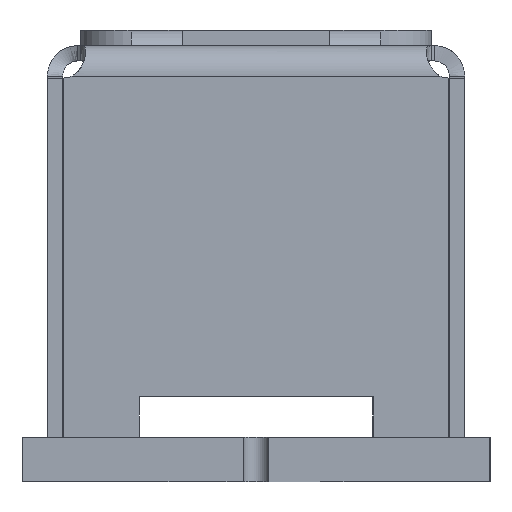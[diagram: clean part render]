
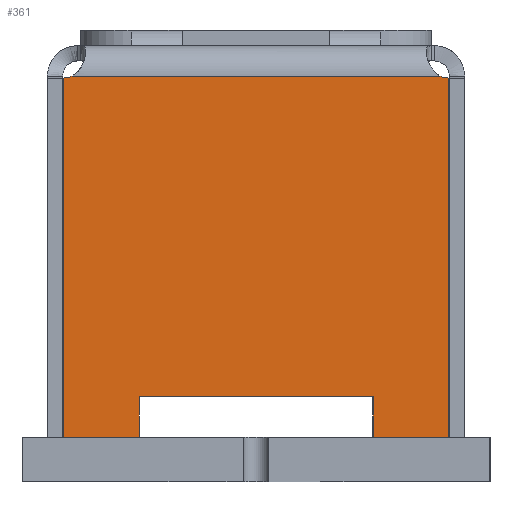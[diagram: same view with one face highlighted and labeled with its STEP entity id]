
A CAD part, left-side view. The second image highlights one B-rep face of the part: STEP entity #361.
In plain terms, the highlighted planar face has unit normal (-1, 0, 0).
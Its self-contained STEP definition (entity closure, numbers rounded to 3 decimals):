
#361=ADVANCED_FACE('',(#5996),#5998,.F.);
#5996=FACE_BOUND('',#5997,.T.);
#5997=EDGE_LOOP('',(#14019,#14020,#14021,#14022,#14023,#14024,#14025,#14026,#14027,
#14028));
#5998=PLANE('',#5999);
#5999=AXIS2_PLACEMENT_3D('',#6000,#6001,#6002);
#6000=CARTESIAN_POINT('',(0.5,4.6,7.7));
#6001=DIRECTION('',(1.,0.,0.));
#6002=DIRECTION('',(0.,0.,-1.));
#14019=ORIENTED_EDGE('',*,*,#17071,.T.);
#14020=ORIENTED_EDGE('',*,*,#17277,.F.);
#14021=ORIENTED_EDGE('',*,*,#17278,.F.);
#14022=ORIENTED_EDGE('',*,*,#17279,.F.);
#14023=ORIENTED_EDGE('',*,*,#17280,.T.);
#14024=ORIENTED_EDGE('',*,*,#17275,.F.);
#14025=ORIENTED_EDGE('',*,*,#17281,.T.);
#14026=ORIENTED_EDGE('',*,*,#17267,.F.);
#14027=ORIENTED_EDGE('',*,*,#17282,.F.);
#14028=ORIENTED_EDGE('',*,*,#17283,.T.);
#17071=EDGE_CURVE('',#18755,#18753,#18756,.T.);
#17267=EDGE_CURVE('',#19112,#19113,#19114,.T.);
#17275=EDGE_CURVE('',#19125,#19127,#19128,.T.);
#17277=EDGE_CURVE('',#19130,#18753,#19131,.T.);
#17278=EDGE_CURVE('',#19132,#19130,#19133,.T.);
#17279=EDGE_CURVE('',#19134,#19132,#19135,.T.);
#17280=EDGE_CURVE('',#19134,#19127,#19136,.T.);
#17281=EDGE_CURVE('',#19125,#19113,#19137,.T.);
#17282=EDGE_CURVE('',#19138,#19112,#19139,.T.);
#17283=EDGE_CURVE('',#19138,#18755,#19140,.T.);
#18753=VERTEX_POINT('',#21570);
#18755=VERTEX_POINT('',#21574);
#18756=LINE('',#21575,#21576);
#19112=VERTEX_POINT('',#22537);
#19113=VERTEX_POINT('',#22538);
#19114=LINE('',#22539,#22540);
#19125=VERTEX_POINT('',#22626);
#19127=VERTEX_POINT('',#22630);
#19128=LINE('',#22631,#22632);
#19130=VERTEX_POINT('',#22637);
#19131=LINE('',#22638,#22639);
#19132=VERTEX_POINT('',#22641);
#19133=LINE('',#22642,#22643);
#19134=VERTEX_POINT('',#22645);
#19135=LINE('',#22646,#22647);
#19136=LINE('',#22649,#22650);
#19137=CIRCLE('',#22652,0.45);
#19138=VERTEX_POINT('',#22656);
#19139=CIRCLE('',#22657,0.45);
#19140=LINE('',#22661,#22662);
#21570=CARTESIAN_POINT('',(0.5,6.9,0.));
#21574=CARTESIAN_POINT('',(0.5,8.393,0.));
#21575=CARTESIAN_POINT('',(0.5,8.393,0.));
#21576=VECTOR('',#21577,1.);
#21577=DIRECTION('',(0.,-1.,0.));
#22537=CARTESIAN_POINT('',(0.5,8.216,7.1));
#22538=CARTESIAN_POINT('',(0.5,0.984,7.1));
#22539=CARTESIAN_POINT('',(0.5,8.216,7.1));
#22540=VECTOR('',#22541,1.);
#22541=DIRECTION('',(0.,-1.,0.));
#22626=CARTESIAN_POINT('',(0.5,0.807,7.064));
#22630=CARTESIAN_POINT('',(0.5,0.807,0.));
#22631=CARTESIAN_POINT('',(0.5,0.807,7.064));
#22632=VECTOR('',#22633,1.);
#22633=DIRECTION('',(0.,0.,-1.));
#22637=CARTESIAN_POINT('',(0.5,6.9,0.8));
#22638=CARTESIAN_POINT('',(0.5,6.9,0.8));
#22639=VECTOR('',#22640,1.);
#22640=DIRECTION('',(0.,0.,-1.));
#22641=CARTESIAN_POINT('',(0.5,2.3,0.8));
#22642=CARTESIAN_POINT('',(0.5,2.3,0.8));
#22643=VECTOR('',#22644,1.);
#22644=DIRECTION('',(0.,1.,0.));
#22645=CARTESIAN_POINT('',(0.5,2.3,0.));
#22646=CARTESIAN_POINT('',(0.5,2.3,0.));
#22647=VECTOR('',#22648,1.);
#22648=DIRECTION('',(0.,0.,1.));
#22649=CARTESIAN_POINT('',(0.5,2.3,0.));
#22650=VECTOR('',#22651,1.);
#22651=DIRECTION('',(0.,-1.,0.));
#22652=AXIS2_PLACEMENT_3D('',#22653,#22654,#22655);
#22653=CARTESIAN_POINT('',(0.5,0.807,7.514));
#22654=DIRECTION('',(1.,0.,0.));
#22655=DIRECTION('',(0.,0.,-1.));
#22656=CARTESIAN_POINT('',(0.5,8.393,7.064));
#22657=AXIS2_PLACEMENT_3D('',#22658,#22659,#22660);
#22658=CARTESIAN_POINT('',(0.5,8.393,7.514));
#22659=DIRECTION('',(-1.,0.,0.));
#22660=DIRECTION('',(0.,0.,-1.));
#22661=CARTESIAN_POINT('',(0.5,8.393,7.064));
#22662=VECTOR('',#22663,1.);
#22663=DIRECTION('',(0.,0.,-1.));
